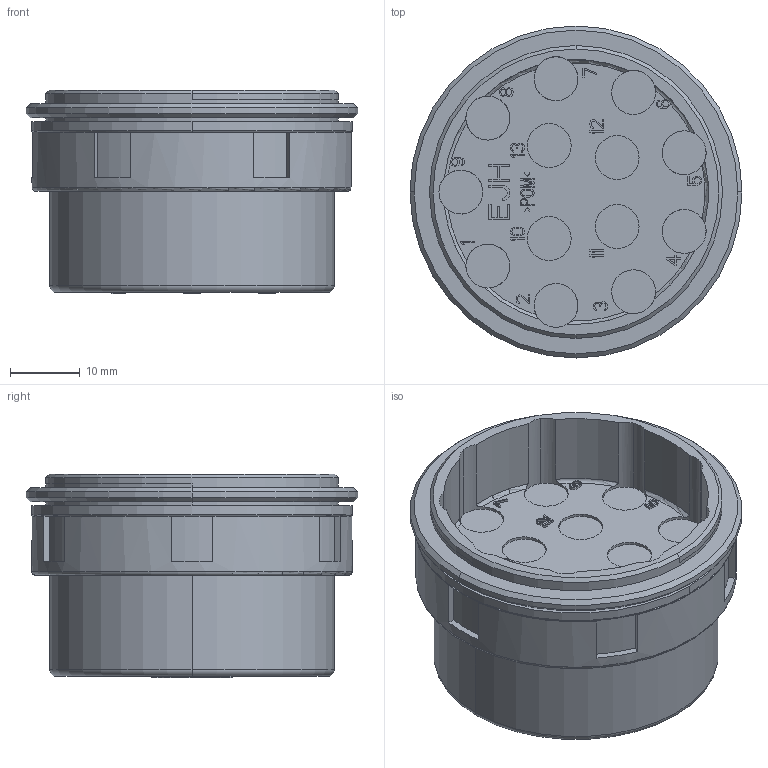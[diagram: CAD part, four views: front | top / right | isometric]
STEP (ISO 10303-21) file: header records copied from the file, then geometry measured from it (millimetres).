
FILE_DESCRIPTION((''),'2;1');
FILE_NAME('380193_SW0001','2021-06-04T13:32:52',('teru'),(''),'CREO PARAMETRIC BY PTC INC, 2017380','CREO PARAMETRIC BY PTC INC, 2017380','');
FILE_SCHEMA(('CONFIG_CONTROL_DESIGN'));
Length unit declared in the file: millimetre
Products named in the file (1): 380193_SW0001
Bounding box: 47.6 x 47.6 x 29.2 mm (x, y, z)
Volume: 29345.2 mm3; surface area: 9595.4 mm2
Topology: 1 solids, 1 shells, 1331 faces, 3738 edges, 2486 vertices
Faces by surface type: plane 1233, cylinder 78, torus 14, cone 6
Entity records: 42495 total; most frequent: CARTESIAN_POINT 7906, ORIENTED_EDGE 7476, DIRECTION 6591, EDGE_CURVE 3738, VECTOR 3481, LINE 3481, VERTEX_POINT 2486, AXIS2_PLACEMENT_3D 1555
